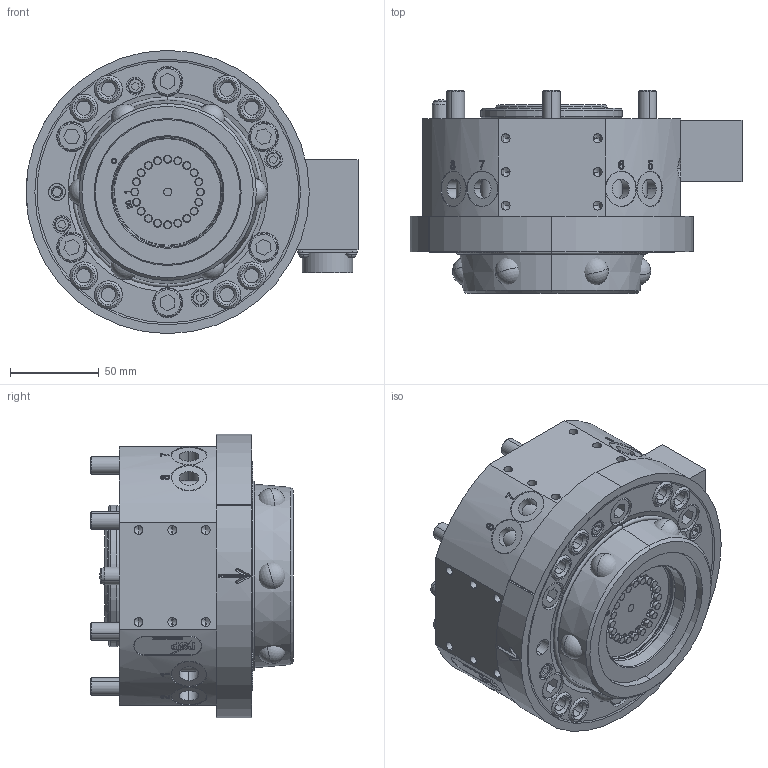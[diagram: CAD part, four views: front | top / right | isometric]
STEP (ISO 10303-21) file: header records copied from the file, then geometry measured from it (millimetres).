
FILE_DESCRIPTION (( 'STEP AP203' ), '1' );
FILE_NAME ('P6412.STEP', '2018-11-29T09:19:22', ( '' ), ( '' ), 'SwSTEP 2.0', 'SolidWorks 2017', '' );
FILE_SCHEMA (( 'CONFIG_CONTROL_DESIGN' ));
Length unit declared in the file: millimetre
Products named in the file (1): P6412
Bounding box: 187.5 x 114.6 x 160 mm (x, y, z)
Volume: 1817318 mm3; surface area: 287876.8 mm2
Topology: 91 solids, 115 shells, 2310 faces, 5344 edges, 3426 vertices
Faces by surface type: plane 831, cylinder 793, bspline 322, cone 252, torus 98, sphere 14
Entity records: 85257 total; most frequent: CARTESIAN_POINT 33919, ORIENTED_EDGE 10508, DIRECTION 10173, EDGE_CURVE 5254, AXIS2_PLACEMENT_3D 3790, VERTEX_POINT 3408, EDGE_LOOP 2722, LINE 2593
